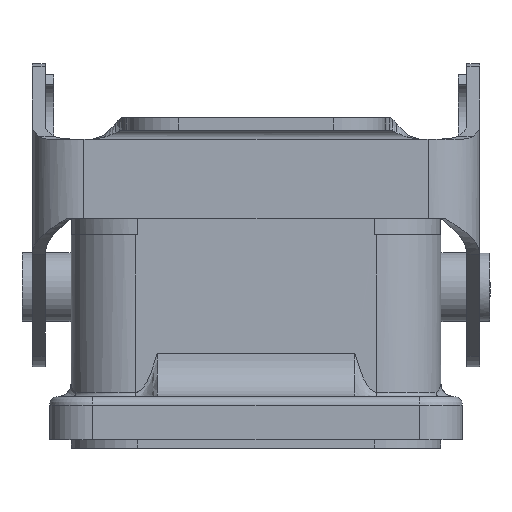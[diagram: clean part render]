
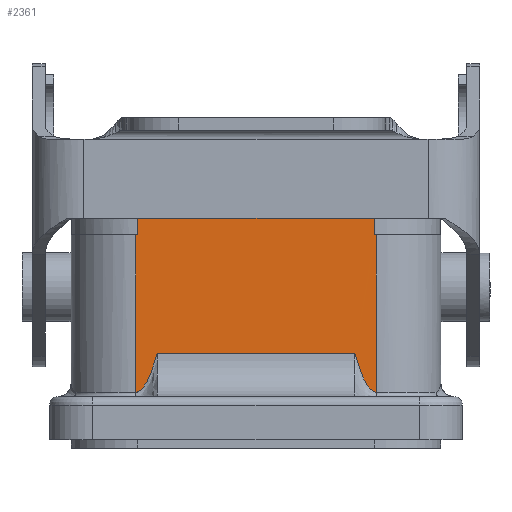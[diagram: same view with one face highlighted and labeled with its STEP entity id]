
A CAD part, left-side view. The second image highlights one B-rep face of the part: STEP entity #2361.
In plain terms, the highlighted planar face has unit normal (-1, 0, 0).
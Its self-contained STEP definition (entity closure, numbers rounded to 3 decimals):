
#1017=B_SPLINE_CURVE_WITH_KNOTS('',3,(#8585,#8586,#8587,#8588,#8589,#8590,
#8591,#8592,#8593,#8594,#8595,#8596,#8597,#8598,#8599,#8600),
 .UNSPECIFIED.,.F.,.F.,(4,2,2,2,2,2,2,4),(0.,0.047,0.109,
0.217,0.331,0.472,0.686,
1.),.UNSPECIFIED.);
#1019=B_SPLINE_CURVE_WITH_KNOTS('',3,(#8674,#8675,#8676,#8677),
 .UNSPECIFIED.,.F.,.F.,(4,4),(0.,1.),.UNSPECIFIED.);
#1020=B_SPLINE_CURVE_WITH_KNOTS('',3,(#8685,#8686,#8687,#8688),
 .UNSPECIFIED.,.F.,.F.,(4,4),(0.,1.),.UNSPECIFIED.);
#1021=B_SPLINE_CURVE_WITH_KNOTS('',3,(#8691,#8692,#8693,#8694,#8695,#8696,
#8697,#8698,#8699,#8700,#8701,#8702,#8703,#8704,#8705,#8706),
 .UNSPECIFIED.,.F.,.F.,(4,2,2,2,2,2,2,4),(0.,0.314,0.528,
0.669,0.783,0.891,0.953,
1.),.UNSPECIFIED.);
#1213=PLANE('',#6336);
#1369=FACE_OUTER_BOUND('',#2915,.T.);
#1686=LINE('',#8490,#2044);
#1687=LINE('',#8668,#2045);
#1689=LINE('',#8679,#2047);
#1690=LINE('',#8681,#2048);
#1691=LINE('',#8683,#2049);
#1692=LINE('',#8689,#2050);
#2044=VECTOR('',#7068,1.);
#2045=VECTOR('',#7079,1.);
#2047=VECTOR('',#7085,1.);
#2048=VECTOR('',#7086,1.);
#2049=VECTOR('',#7087,1.);
#2050=VECTOR('',#7088,1.);
#2361=ADVANCED_FACE('',(#1369),#1213,.F.);
#2915=EDGE_LOOP('',(#3539,#3540,#3541,#3542,#3543,#3544,#3545,#3546,#3547,
#3548));
#3539=ORIENTED_EDGE('',*,*,#5430,.F.);
#3540=ORIENTED_EDGE('',*,*,#5427,.F.);
#3541=ORIENTED_EDGE('',*,*,#5419,.F.);
#3542=ORIENTED_EDGE('',*,*,#5433,.F.);
#3543=ORIENTED_EDGE('',*,*,#5434,.F.);
#3544=ORIENTED_EDGE('',*,*,#5435,.F.);
#3545=ORIENTED_EDGE('',*,*,#5436,.F.);
#3546=ORIENTED_EDGE('',*,*,#5437,.F.);
#3547=ORIENTED_EDGE('',*,*,#5438,.F.);
#3548=ORIENTED_EDGE('',*,*,#5439,.F.);
#4745=VERTEX_POINT('',#8045);
#4845=VERTEX_POINT('',#8443);
#4855=VERTEX_POINT('',#8491);
#4860=VERTEX_POINT('',#8601);
#4862=VERTEX_POINT('',#8669);
#4864=VERTEX_POINT('',#8678);
#4865=VERTEX_POINT('',#8680);
#4866=VERTEX_POINT('',#8682);
#4867=VERTEX_POINT('',#8684);
#4868=VERTEX_POINT('',#8690);
#5419=EDGE_CURVE('',#4845,#4855,#1686,.T.);
#5427=EDGE_CURVE('',#4855,#4860,#1017,.T.);
#5430=EDGE_CURVE('',#4860,#4862,#1687,.T.);
#5433=EDGE_CURVE('',#4864,#4845,#1019,.T.);
#5434=EDGE_CURVE('',#4865,#4864,#1689,.T.);
#5435=EDGE_CURVE('',#4866,#4865,#1690,.T.);
#5436=EDGE_CURVE('',#4867,#4866,#1691,.T.);
#5437=EDGE_CURVE('',#4745,#4867,#1020,.T.);
#5438=EDGE_CURVE('',#4868,#4745,#1692,.T.);
#5439=EDGE_CURVE('',#4862,#4868,#1021,.T.);
#6336=AXIS2_PLACEMENT_3D('',#8707,#7089,#7090);
#7068=DIRECTION('',(0.,0.,-1.));
#7079=DIRECTION('',(0.,1.,0.));
#7085=DIRECTION('',(0.,0.,-1.));
#7086=DIRECTION('',(0.,-1.,0.));
#7087=DIRECTION('',(0.,0.,1.));
#7088=DIRECTION('',(0.,0.,1.));
#7089=DIRECTION('',(1.,0.,0.));
#7090=DIRECTION('',(0.,1.,0.));
#8045=CARTESIAN_POINT('',(-59.998,14.,23.8));
#8443=CARTESIAN_POINT('',(-59.998,-14.,23.8));
#8490=CARTESIAN_POINT('',(-60.,-14.,23.8));
#8491=CARTESIAN_POINT('',(-60.,-14.,5.5));
#8585=CARTESIAN_POINT('',(-60.,-14.,5.5));
#8586=CARTESIAN_POINT('',(-60.,-13.889,5.5));
#8587=CARTESIAN_POINT('',(-60.,-13.781,5.528));
#8588=CARTESIAN_POINT('',(-60.,-13.565,5.625));
#8589=CARTESIAN_POINT('',(-60.,-13.464,5.701));
#8590=CARTESIAN_POINT('',(-60.,-13.218,5.922));
#8591=CARTESIAN_POINT('',(-60.,-13.095,6.081));
#8592=CARTESIAN_POINT('',(-60.,-12.867,6.414));
#8593=CARTESIAN_POINT('',(-60.,-12.765,6.591));
#8594=CARTESIAN_POINT('',(-60.,-12.557,6.99));
#8595=CARTESIAN_POINT('',(-60.,-12.454,7.213));
#8596=CARTESIAN_POINT('',(-60.,-12.215,7.779));
#8597=CARTESIAN_POINT('',(-60.,-12.087,8.124));
#8598=CARTESIAN_POINT('',(-60.,-11.795,8.978));
#8599=CARTESIAN_POINT('',(-60.,-11.642,9.488));
#8600=CARTESIAN_POINT('',(-60.,-11.5,10.));
#8601=CARTESIAN_POINT('',(-60.,-11.5,10.));
#8668=CARTESIAN_POINT('',(-60.,-11.5,10.));
#8669=CARTESIAN_POINT('',(-60.,11.5,10.));
#8674=CARTESIAN_POINT('',(-60.,-13.75,23.8));
#8675=CARTESIAN_POINT('',(-60.,-13.833,23.8));
#8676=CARTESIAN_POINT('',(-59.999,-13.917,23.8));
#8677=CARTESIAN_POINT('',(-59.996,-14.,23.8));
#8678=CARTESIAN_POINT('',(-60.,-13.75,23.8));
#8679=CARTESIAN_POINT('',(-60.,-13.75,27.8));
#8680=CARTESIAN_POINT('',(-60.,-13.75,27.8));
#8681=CARTESIAN_POINT('',(-60.,-15.1,27.8));
#8682=CARTESIAN_POINT('',(-60.,13.75,27.8));
#8683=CARTESIAN_POINT('',(-60.,13.75,27.8));
#8684=CARTESIAN_POINT('',(-60.,13.75,23.8));
#8685=CARTESIAN_POINT('',(-59.996,14.,23.8));
#8686=CARTESIAN_POINT('',(-59.999,13.917,23.8));
#8687=CARTESIAN_POINT('',(-60.,13.833,23.8));
#8688=CARTESIAN_POINT('',(-60.,13.75,23.8));
#8689=CARTESIAN_POINT('',(-60.,14.,5.5));
#8690=CARTESIAN_POINT('',(-60.,14.,5.5));
#8691=CARTESIAN_POINT('',(-60.,11.5,10.));
#8692=CARTESIAN_POINT('',(-60.,11.642,9.488));
#8693=CARTESIAN_POINT('',(-60.,11.795,8.978));
#8694=CARTESIAN_POINT('',(-60.,12.087,8.124));
#8695=CARTESIAN_POINT('',(-60.,12.215,7.779));
#8696=CARTESIAN_POINT('',(-60.,12.454,7.213));
#8697=CARTESIAN_POINT('',(-60.,12.557,6.99));
#8698=CARTESIAN_POINT('',(-60.,12.765,6.591));
#8699=CARTESIAN_POINT('',(-60.,12.867,6.414));
#8700=CARTESIAN_POINT('',(-60.,13.095,6.081));
#8701=CARTESIAN_POINT('',(-60.,13.218,5.922));
#8702=CARTESIAN_POINT('',(-60.,13.464,5.701));
#8703=CARTESIAN_POINT('',(-60.,13.565,5.625));
#8704=CARTESIAN_POINT('',(-60.,13.781,5.528));
#8705=CARTESIAN_POINT('',(-60.,13.889,5.5));
#8706=CARTESIAN_POINT('',(-60.,14.,5.5));
#8707=CARTESIAN_POINT('',(-60.,-15.1,4.9));
